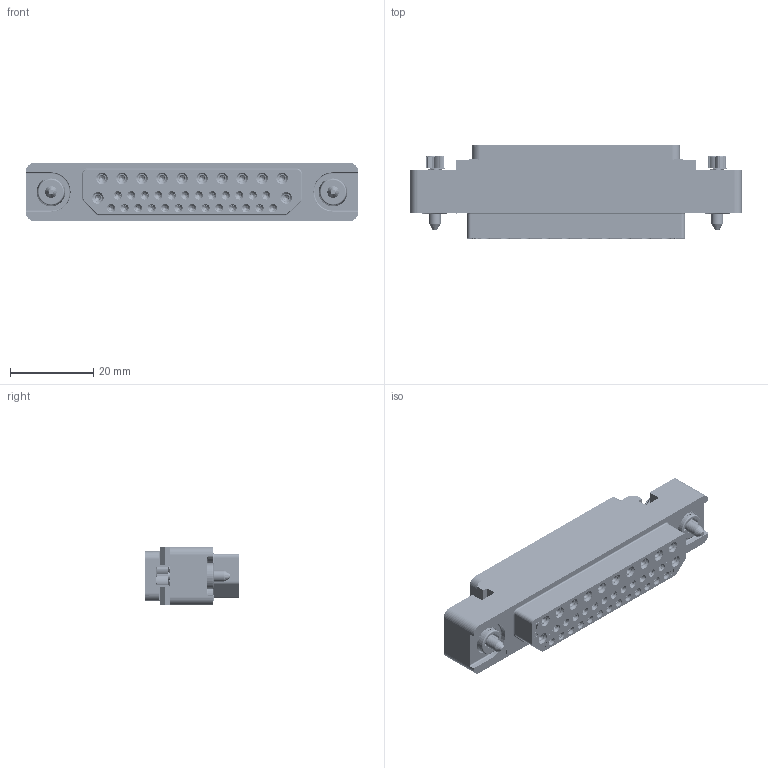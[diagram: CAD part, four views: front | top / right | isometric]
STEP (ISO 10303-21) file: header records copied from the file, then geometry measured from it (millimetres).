
FILE_DESCRIPTION((''),'2;1');
FILE_NAME('1900ND09S1A00B','2020-08-03T',('presta_be4'),(''),'CREO PARAMETRIC BY PTC INC, 2018360','CREO PARAMETRIC BY PTC INC, 2018360','');
FILE_SCHEMA(('CONFIG_CONTROL_DESIGN'));
Products named in the file (1): 1900ND09S1A00B
Bounding box: 80 x 22.52 x 14 mm (x, y, z)
Volume: 15782.9 mm3; surface area: 23868.8 mm2
Topology: 3 solids, 3 shells, 7389 faces, 18552 edges, 11264 vertices
Faces by surface type: plane 2660, torus 1694, cone 1523, cylinder 1484, extrusion 28
Entity records: 225792 total; most frequent: CARTESIAN_POINT 48177, DIRECTION 38657, ORIENTED_EDGE 36800, EDGE_CURVE 18400, AXIS2_PLACEMENT_3D 15455, VERTEX_POINT 11264, CIRCLE 8094, EDGE_LOOP 8018
